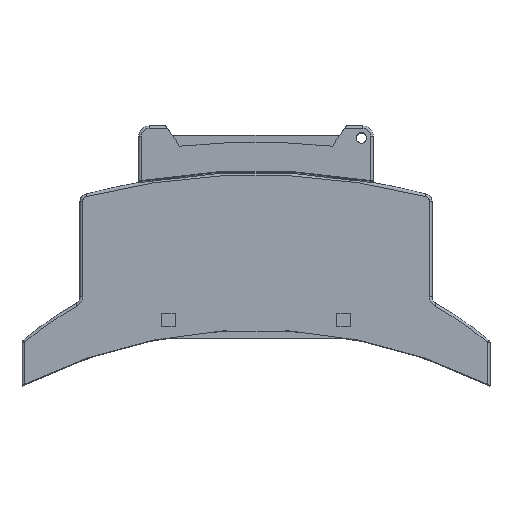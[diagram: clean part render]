
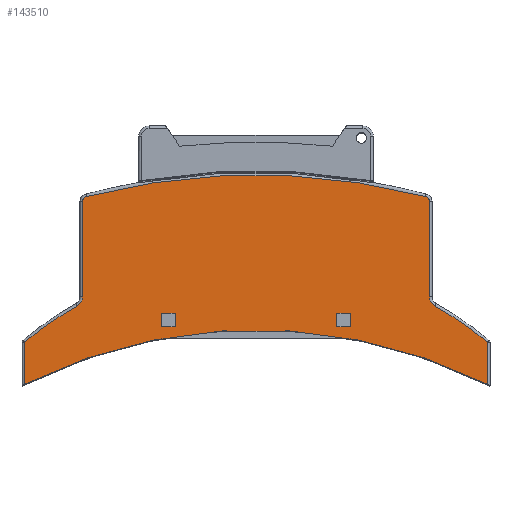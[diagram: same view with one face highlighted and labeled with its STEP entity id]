
A CAD part, top view. The second image highlights one B-rep face of the part: STEP entity #143510.
In plain terms, the highlighted face is planar.
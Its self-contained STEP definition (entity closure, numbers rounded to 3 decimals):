
#64960=CARTESIAN_POINT('',(-50.,-15.56,
-53.7));
#64970=VERTEX_POINT('',#64960);
#65060=CARTESIAN_POINT('',(-39.914,-22.517,
-53.7));
#65070=VERTEX_POINT('',#65060);
#65100=CARTESIAN_POINT('',(-5.65,37.95,
-53.7));
#65110=DIRECTION('',(0.,0.,-1.));
#65120=DIRECTION('',(0.,-1.,0.));
#65130=AXIS2_PLACEMENT_3D('',#65100,#65110,#65120);
#65140=CIRCLE('',#65130,69.5);
#65150=EDGE_CURVE('',#65070,#64970,#65140,.T.);
#72450=CARTESIAN_POINT('',(-23.75,-21.1,-53.7));
#72460=VERTEX_POINT('',#72450);
#72510=CARTESIAN_POINT('',(0.,-21.1,-53.7));
#72520=DIRECTION('',(1.,0.,0.));
#72530=VECTOR('',#72520,1.);
#72540=LINE('',#72510,#72530);
#72550=CARTESIAN_POINT('',(-21.15,-21.1,-53.7));
#72560=VERTEX_POINT('',#72550);
#72570=EDGE_CURVE('',#72460,#72560,#72540,.T.);
#72920=CARTESIAN_POINT('',(-23.75,-18.5,-53.7));
#72930=VERTEX_POINT('',#72920);
#73100=CARTESIAN_POINT('',(-21.15,-18.5,-53.7));
#73110=VERTEX_POINT('',#73100);
#73140=CARTESIAN_POINT('',(0.,-18.5,-53.7));
#73150=DIRECTION('',(1.,0.,0.));
#73160=VECTOR('',#73150,1.);
#73170=LINE('',#73140,#73160);
#73180=EDGE_CURVE('',#72930,#73110,#73170,.T.);
#73380=CARTESIAN_POINT('',(-23.75,0.,-53.7));
#73390=DIRECTION('',(0.,-1.,0.));
#73400=VECTOR('',#73390,1.);
#73410=LINE('',#73380,#73400);
#73420=EDGE_CURVE('',#72930,#72460,#73410,.T.);
#74540=CARTESIAN_POINT('',(26.852,-43.445,
-53.7));
#74550=VERTEX_POINT('',#74540);
#74580=CARTESIAN_POINT('',(-5.65,81.6,
-53.7));
#74590=DIRECTION('',(0.,0.,1.));
#74600=DIRECTION('',(1.,0.,0.));
#74610=AXIS2_PLACEMENT_3D('',#74580,#74590,#74600);
#74620=CIRCLE('',#74610,129.2);
#74630=CARTESIAN_POINT('',(-38.152,-43.445,
-53.7));
#74640=VERTEX_POINT('',#74630);
#74650=EDGE_CURVE('',#74640,#74550,#74620,.T.);
#105520=CARTESIAN_POINT('',(-37.9,-42.477,
-53.7));
#105530=DIRECTION('',(0.,0.,-1.));
#105540=DIRECTION('',(-1.,0.,0.));
#105550=AXIS2_PLACEMENT_3D('',#105520,#105530,#105540);
#105560=CIRCLE('',#105550,1.);
#105570=CARTESIAN_POINT('',(-38.9,-42.477,
-53.7));
#105580=VERTEX_POINT('',#105570);
#105590=EDGE_CURVE('',#74640,#105580,#105560,.T.);
#106710=CARTESIAN_POINT('',(-38.9,-24.257,
-53.7));
#106720=VERTEX_POINT('',#106710);
#106770=CARTESIAN_POINT('',(-38.9,0.,
-53.7));
#106780=DIRECTION('',(0.,1.,0.));
#106790=VECTOR('',#106780,1.);
#106800=LINE('',#106770,#106790);
#106810=EDGE_CURVE('',#105580,#106720,#106800,.T.);
#111900=CARTESIAN_POINT('',(-40.9,-24.257,
-53.7));
#111910=DIRECTION('',(0.,0.,-1.));
#111920=DIRECTION('',(0.,-1.,0.));
#111930=AXIS2_PLACEMENT_3D('',#111900,#111910,#111920);
#111940=CIRCLE('',#111930,2.);
#111950=EDGE_CURVE('',#65070,#106720,#111940,.T.);
#117260=CARTESIAN_POINT('',(-21.15,0.,-53.7));
#117270=DIRECTION('',(0.,1.,0.));
#117280=VECTOR('',#117270,1.);
#117290=LINE('',#117260,#117280);
#117300=EDGE_CURVE('',#72560,#73110,#117290,.T.);
#117670=CARTESIAN_POINT('',(-50.,0.,
-53.7));
#117680=DIRECTION('',(0.,1.,0.));
#117690=VECTOR('',#117680,1.);
#117700=LINE('',#117670,#117690);
#117710=CARTESIAN_POINT('',(-50.,-7.469,
-53.7));
#117720=VERTEX_POINT('',#117710);
#117730=EDGE_CURVE('',#64970,#117720,#117700,.T.);
#141870=CARTESIAN_POINT('',(28.614,-22.517,
-53.7));
#141880=VERTEX_POINT('',#141870);
#141930=CARTESIAN_POINT('',(29.6,-24.257,
-53.7));
#141940=DIRECTION('',(0.,0.,1.));
#141950=DIRECTION('',(0.,1.,0.));
#141960=AXIS2_PLACEMENT_3D('',#141930,#141940,#141950);
#141970=CIRCLE('',#141960,2.);
#141980=CARTESIAN_POINT('',(27.6,-24.257,
-53.7));
#141990=VERTEX_POINT('',#141980);
#142000=EDGE_CURVE('',#141880,#141990,#141970,.T.);
#142580=CARTESIAN_POINT('',(12.696,-40.289,
-53.7));
#142590=DIRECTION('',(0.,0.,1.));
#142600=DIRECTION('',(-1.,0.,0.));
#142610=AXIS2_PLACEMENT_3D('',#142580,#142590,#142600);
#142620=PLANE('',#142610);
#142630=CARTESIAN_POINT('',(26.6,-42.477,
-53.7));
#142640=DIRECTION('',(0.,0.,-1.));
#142650=DIRECTION('',(-1.,0.,0.));
#142660=AXIS2_PLACEMENT_3D('',#142630,#142640,#142650);
#142670=CIRCLE('',#142660,1.);
#142680=CARTESIAN_POINT('',(27.6,-42.477,
-53.7));
#142690=VERTEX_POINT('',#142680);
#142700=EDGE_CURVE('',#142690,#74550,#142670,.T.);
#142710=ORIENTED_EDGE('',*,*,#142700,.T.);
#142720=CARTESIAN_POINT('',(27.6,0.,
-53.7));
#142730=DIRECTION('',(0.,1.,0.));
#142740=VECTOR('',#142730,1.);
#142750=LINE('',#142720,#142740);
#142760=EDGE_CURVE('',#142690,#141990,#142750,.T.);
#142770=ORIENTED_EDGE('',*,*,#142760,.F.);
#142780=ORIENTED_EDGE('',*,*,#142000,.T.);
#142790=CARTESIAN_POINT('',(-5.65,37.95,
-53.7));
#142800=DIRECTION('',(0.,0.,1.));
#142810=DIRECTION('',(0.,1.,0.));
#142820=AXIS2_PLACEMENT_3D('',#142790,#142800,#142810);
#142830=CIRCLE('',#142820,69.5);
#142840=CARTESIAN_POINT('',(38.7,-15.56,
-53.7));
#142850=VERTEX_POINT('',#142840);
#142860=EDGE_CURVE('',#141880,#142850,#142830,.T.);
#142870=ORIENTED_EDGE('',*,*,#142860,.F.);
#142880=CARTESIAN_POINT('',(38.7,0.,
-53.7));
#142890=DIRECTION('',(0.,1.,0.));
#142900=VECTOR('',#142890,1.);
#142910=LINE('',#142880,#142900);
#142920=CARTESIAN_POINT('',(38.7,-7.469,
-53.7));
#142930=VERTEX_POINT('',#142920);
#142940=EDGE_CURVE('',#142850,#142930,#142910,.T.);
#142950=ORIENTED_EDGE('',*,*,#142940,.F.);
#142960=CARTESIAN_POINT('',(-5.65,81.6,
-53.7));
#142970=DIRECTION('',(0.,0.,-1.));
#142980=DIRECTION('',(1.,0.,0.));
#142990=AXIS2_PLACEMENT_3D('',#142960,#142970,#142980);
#143000=CIRCLE('',#142990,99.5);
#143010=EDGE_CURVE('',#142930,#117720,#143000,.T.);
#143020=ORIENTED_EDGE('',*,*,#143010,.F.);
#143030=ORIENTED_EDGE('',*,*,#117730,.T.);
#143040=ORIENTED_EDGE('',*,*,#65150,.T.);
#143050=ORIENTED_EDGE('',*,*,#111950,.F.);
#143060=ORIENTED_EDGE('',*,*,#106810,.T.);
#143070=ORIENTED_EDGE('',*,*,#105590,.T.);
#143080=ORIENTED_EDGE('',*,*,#74650,.F.);
#143090=EDGE_LOOP('',(#143080,#143070,#143060,#143050,#143040,#143030,
#143020,#142950,#142870,#142780,#142770,#142710));
#143100=FACE_OUTER_BOUND('',#143090,.T.);
#143110=CARTESIAN_POINT('',(0.,-18.5,-53.7));
#143120=DIRECTION('',(1.,0.,0.));
#143130=VECTOR('',#143120,1.);
#143140=LINE('',#143110,#143130);
#143150=CARTESIAN_POINT('',(9.85,-18.5,
-53.7));
#143160=VERTEX_POINT('',#143150);
#143170=CARTESIAN_POINT('',(12.45,-18.5,
-53.7));
#143180=VERTEX_POINT('',#143170);
#143190=EDGE_CURVE('',#143160,#143180,#143140,.T.);
#143200=ORIENTED_EDGE('',*,*,#143190,.F.);
#143210=CARTESIAN_POINT('',(12.45,0.,-53.7));
#143220=DIRECTION('',(0.,1.,0.));
#143230=VECTOR('',#143220,1.);
#143240=LINE('',#143210,#143230);
#143250=CARTESIAN_POINT('',(12.45,-21.1,
-53.7));
#143260=VERTEX_POINT('',#143250);
#143270=EDGE_CURVE('',#143260,#143180,#143240,.T.);
#143280=ORIENTED_EDGE('',*,*,#143270,.T.);
#143290=CARTESIAN_POINT('',(0.,-21.1,-53.7));
#143300=DIRECTION('',(-1.,0.,0.));
#143310=VECTOR('',#143300,1.);
#143320=LINE('',#143290,#143310);
#143330=CARTESIAN_POINT('',(9.85,-21.1,
-53.7));
#143340=VERTEX_POINT('',#143330);
#143350=EDGE_CURVE('',#143260,#143340,#143320,.T.);
#143360=ORIENTED_EDGE('',*,*,#143350,.F.);
#143370=CARTESIAN_POINT('',(9.85,0.,-53.7));
#143380=DIRECTION('',(0.,1.,0.));
#143390=VECTOR('',#143380,1.);
#143400=LINE('',#143370,#143390);
#143410=EDGE_CURVE('',#143340,#143160,#143400,.T.);
#143420=ORIENTED_EDGE('',*,*,#143410,.F.);
#143430=EDGE_LOOP('',(#143420,#143360,#143280,#143200));
#143440=FACE_BOUND('',#143430,.T.);
#143450=ORIENTED_EDGE('',*,*,#117300,.T.);
#143460=ORIENTED_EDGE('',*,*,#72570,.T.);
#143470=ORIENTED_EDGE('',*,*,#73420,.T.);
#143480=ORIENTED_EDGE('',*,*,#73180,.F.);
#143490=EDGE_LOOP('',(#143480,#143470,#143460,#143450));
#143500=FACE_BOUND('',#143490,.T.);
#143510=ADVANCED_FACE('',(#143100,#143440,#143500),#142620,.F.);
